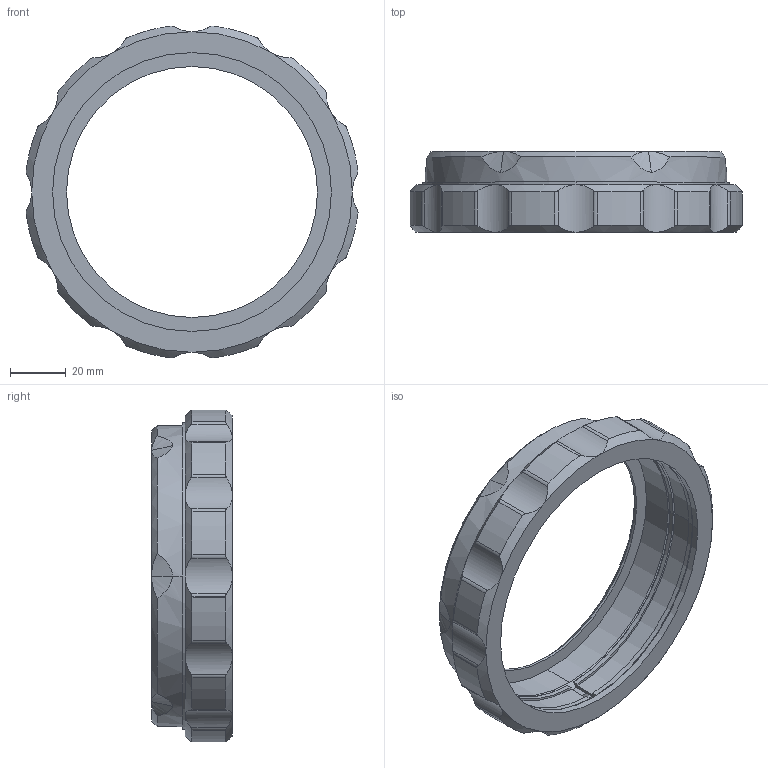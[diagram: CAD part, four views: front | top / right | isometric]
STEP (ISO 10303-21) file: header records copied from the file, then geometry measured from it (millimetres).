
FILE_DESCRIPTION (( 'STEP AP203' ), '1' );
FILE_NAME ('DP22423 -A_CMWF064.step', '2021-11-30T09:21:41', ( '' ), ( '' ), 'SwSTEP 2.0', 'SolidWorks 2021', '' );
FILE_SCHEMA (( 'CONFIG_CONTROL_DESIGN' ));
Length unit declared in the file: millimetre
Products named in the file (1): DP22423 -A_CMWF064
Bounding box: 119.05 x 29 x 119.05 mm (x, y, z)
Surface area: 40482.3 mm2 (no closed solid volume)
Topology: 0 solids, 3 shells, 140 faces, 355 edges, 224 vertices
Faces by surface type: cylinder 90, cone 36, plane 14
Entity records: 5212 total; most frequent: CARTESIAN_POINT 1944, ORIENTED_EDGE 698, DIRECTION 617, EDGE_CURVE 355, AXIS2_PLACEMENT_3D 257, VERTEX_POINT 224, EDGE_LOOP 148, ADVANCED_FACE 140
